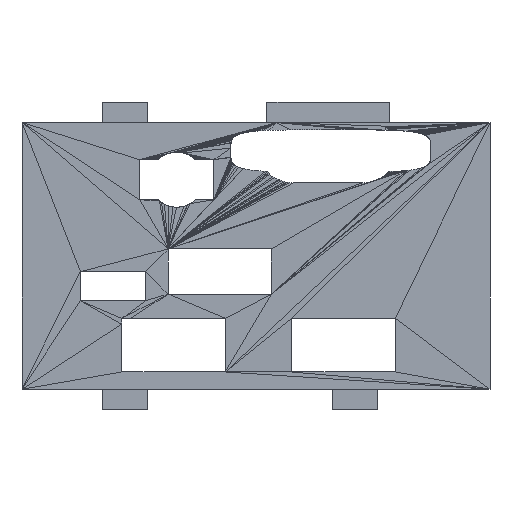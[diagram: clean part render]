
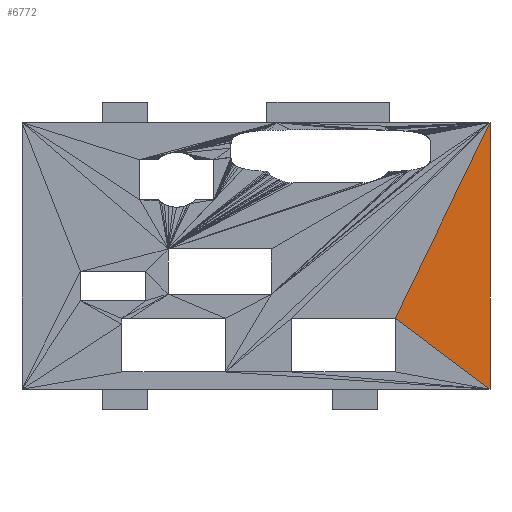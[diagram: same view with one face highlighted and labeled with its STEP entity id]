
A CAD part, left-side view. The second image highlights one B-rep face of the part: STEP entity #6772.
In plain terms, the highlighted planar face has unit normal (-1, 0, 0).
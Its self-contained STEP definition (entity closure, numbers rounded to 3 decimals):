
#6616 = VERTEX_POINT('',#6617);
#6617 = CARTESIAN_POINT('',(0.,0.,44.456));
#6685 = VERTEX_POINT('',#6686);
#6686 = CARTESIAN_POINT('',(0.,0.,3.156));
#6755 = VERTEX_POINT('',#6756);
#6756 = CARTESIAN_POINT('',(0.,14.687,
    14.127));
#6762 = EDGE_CURVE('',#6755,#6616,#6763,.T.);
#6763 = LINE('',#6764,#6765);
#6764 = CARTESIAN_POINT('',(0.,14.687,
    14.127));
#6765 = VECTOR('',#6766,1.);
#6766 = DIRECTION('',(0.,-0.436,0.9));
#6772 = ADVANCED_FACE('',(#6773),#6788,.T.);
#6773 = FACE_BOUND('',#6774,.T.);
#6774 = EDGE_LOOP('',(#6775,#6776,#6782));
#6775 = ORIENTED_EDGE('',*,*,#6762,.F.);
#6776 = ORIENTED_EDGE('',*,*,#6777,.T.);
#6777 = EDGE_CURVE('',#6755,#6685,#6778,.T.);
#6778 = LINE('',#6779,#6780);
#6779 = CARTESIAN_POINT('',(0.,14.687,
    14.127));
#6780 = VECTOR('',#6781,1.);
#6781 = DIRECTION('',(0.,-0.801,-0.598));
#6782 = ORIENTED_EDGE('',*,*,#6783,.T.);
#6783 = EDGE_CURVE('',#6685,#6616,#6784,.T.);
#6784 = LINE('',#6785,#6786);
#6785 = CARTESIAN_POINT('',(0.,0.,3.156));
#6786 = VECTOR('',#6787,1.);
#6787 = DIRECTION('',(0.,0.,1.));
#6788 = PLANE('',#6789);
#6789 = AXIS2_PLACEMENT_3D('',#6790,#6791,#6792);
#6790 = CARTESIAN_POINT('',(0.,4.094,
    22.808));
#6791 = DIRECTION('',(-1.,0.,0.));
#6792 = DIRECTION('',(0.,-1.,0.));
